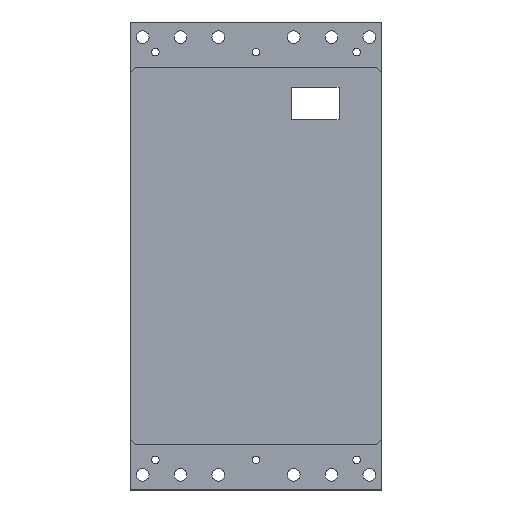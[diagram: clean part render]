
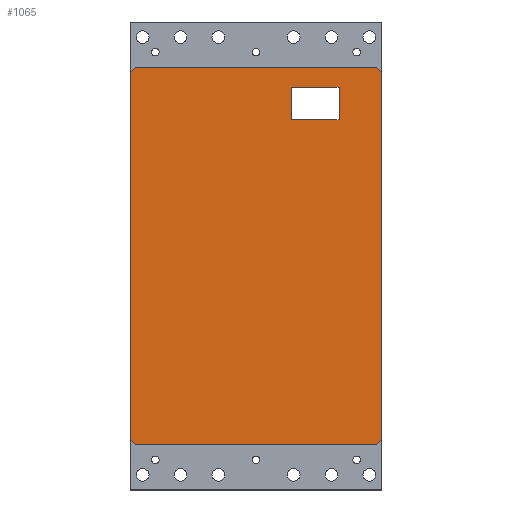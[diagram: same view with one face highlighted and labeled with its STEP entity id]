
A CAD part, top view. The second image highlights one B-rep face of the part: STEP entity #1065.
In plain terms, the highlighted planar face has unit normal (0, 0, 1).
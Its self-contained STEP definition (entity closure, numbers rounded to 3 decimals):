
#404 = EDGE_CURVE('',#405,#407,#409,.T.);
#405 = VERTEX_POINT('',#406);
#406 = CARTESIAN_POINT('',(-50.,73.,36.));
#407 = VERTEX_POINT('',#408);
#408 = CARTESIAN_POINT('',(-50.,-73.,36.));
#409 = LINE('',#410,#411);
#410 = CARTESIAN_POINT('',(-50.,75.,36.));
#411 = VECTOR('',#412,1.);
#412 = DIRECTION('',(0.,-1.,0.));
#1065 = ADVANCED_FACE('',(#1066,#1123),#1157,.T.);
#1066 = FACE_BOUND('',#1067,.T.);
#1067 = EDGE_LOOP('',(#1068,#1078,#1084,#1085,#1093,#1101,#1109,#1117));
#1068 = ORIENTED_EDGE('',*,*,#1069,.T.);
#1069 = EDGE_CURVE('',#1070,#1072,#1074,.T.);
#1070 = VERTEX_POINT('',#1071);
#1071 = CARTESIAN_POINT('',(48.,75.,36.));
#1072 = VERTEX_POINT('',#1073);
#1073 = CARTESIAN_POINT('',(-48.,75.,36.));
#1074 = LINE('',#1075,#1076);
#1075 = CARTESIAN_POINT('',(50.,75.,36.));
#1076 = VECTOR('',#1077,1.);
#1077 = DIRECTION('',(-1.,0.,0.));
#1078 = ORIENTED_EDGE('',*,*,#1079,.F.);
#1079 = EDGE_CURVE('',#405,#1072,#1080,.T.);
#1080 = LINE('',#1081,#1082);
#1081 = CARTESIAN_POINT('',(-52.867,70.133,36.));
#1082 = VECTOR('',#1083,1.);
#1083 = DIRECTION('',(0.707,0.707,0.));
#1084 = ORIENTED_EDGE('',*,*,#404,.T.);
#1085 = ORIENTED_EDGE('',*,*,#1086,.F.);
#1086 = EDGE_CURVE('',#1087,#407,#1089,.T.);
#1087 = VERTEX_POINT('',#1088);
#1088 = CARTESIAN_POINT('',(-48.,-75.,36.));
#1089 = LINE('',#1090,#1091);
#1090 = CARTESIAN_POINT('',(-56.3,-66.7,36.));
#1091 = VECTOR('',#1092,1.);
#1092 = DIRECTION('',(-0.707,0.707,0.));
#1093 = ORIENTED_EDGE('',*,*,#1094,.T.);
#1094 = EDGE_CURVE('',#1087,#1095,#1097,.T.);
#1095 = VERTEX_POINT('',#1096);
#1096 = CARTESIAN_POINT('',(48.,-75.,36.));
#1097 = LINE('',#1098,#1099);
#1098 = CARTESIAN_POINT('',(-50.,-75.,36.));
#1099 = VECTOR('',#1100,1.);
#1100 = DIRECTION('',(1.,0.,0.));
#1101 = ORIENTED_EDGE('',*,*,#1102,.F.);
#1102 = EDGE_CURVE('',#1103,#1095,#1105,.T.);
#1103 = VERTEX_POINT('',#1104);
#1104 = CARTESIAN_POINT('',(50.,-73.,36.));
#1105 = LINE('',#1106,#1107);
#1106 = CARTESIAN_POINT('',(57.633,-65.367,36.));
#1107 = VECTOR('',#1108,1.);
#1108 = DIRECTION('',(-0.707,-0.707,0.));
#1109 = ORIENTED_EDGE('',*,*,#1110,.T.);
#1110 = EDGE_CURVE('',#1103,#1111,#1113,.T.);
#1111 = VERTEX_POINT('',#1112);
#1112 = CARTESIAN_POINT('',(50.,73.,36.));
#1113 = LINE('',#1114,#1115);
#1114 = CARTESIAN_POINT('',(50.,-75.,36.));
#1115 = VECTOR('',#1116,1.);
#1116 = DIRECTION('',(0.,1.,0.));
#1117 = ORIENTED_EDGE('',*,*,#1118,.F.);
#1118 = EDGE_CURVE('',#1070,#1111,#1119,.T.);
#1119 = LINE('',#1120,#1121);
#1120 = CARTESIAN_POINT('',(54.2,68.8,36.));
#1121 = VECTOR('',#1122,1.);
#1122 = DIRECTION('',(0.707,-0.707,0.));
#1123 = FACE_BOUND('',#1124,.F.);
#1124 = EDGE_LOOP('',(#1125,#1135,#1143,#1151));
#1125 = ORIENTED_EDGE('',*,*,#1126,.T.);
#1126 = EDGE_CURVE('',#1127,#1129,#1131,.T.);
#1127 = VERTEX_POINT('',#1128);
#1128 = CARTESIAN_POINT('',(14.,54.,36.));
#1129 = VERTEX_POINT('',#1130);
#1130 = CARTESIAN_POINT('',(33.,54.,36.));
#1131 = LINE('',#1132,#1133);
#1132 = CARTESIAN_POINT('',(14.,54.,36.));
#1133 = VECTOR('',#1134,1.);
#1134 = DIRECTION('',(1.,0.,0.));
#1135 = ORIENTED_EDGE('',*,*,#1136,.T.);
#1136 = EDGE_CURVE('',#1129,#1137,#1139,.T.);
#1137 = VERTEX_POINT('',#1138);
#1138 = CARTESIAN_POINT('',(33.,67.,36.));
#1139 = LINE('',#1140,#1141);
#1140 = CARTESIAN_POINT('',(33.,54.,36.));
#1141 = VECTOR('',#1142,1.);
#1142 = DIRECTION('',(0.,1.,0.));
#1143 = ORIENTED_EDGE('',*,*,#1144,.T.);
#1144 = EDGE_CURVE('',#1137,#1145,#1147,.T.);
#1145 = VERTEX_POINT('',#1146);
#1146 = CARTESIAN_POINT('',(14.,67.,36.));
#1147 = LINE('',#1148,#1149);
#1148 = CARTESIAN_POINT('',(33.,67.,36.));
#1149 = VECTOR('',#1150,1.);
#1150 = DIRECTION('',(-1.,0.,0.));
#1151 = ORIENTED_EDGE('',*,*,#1152,.T.);
#1152 = EDGE_CURVE('',#1145,#1127,#1153,.T.);
#1153 = LINE('',#1154,#1155);
#1154 = CARTESIAN_POINT('',(14.,67.,36.));
#1155 = VECTOR('',#1156,1.);
#1156 = DIRECTION('',(0.,-1.,0.));
#1157 = PLANE('',#1158);
#1158 = AXIS2_PLACEMENT_3D('',#1159,#1160,#1161);
#1159 = CARTESIAN_POINT('',(2.667,6.865,36.));
#1160 = DIRECTION('',(0.,0.,1.));
#1161 = DIRECTION('',(1.,0.,0.));
